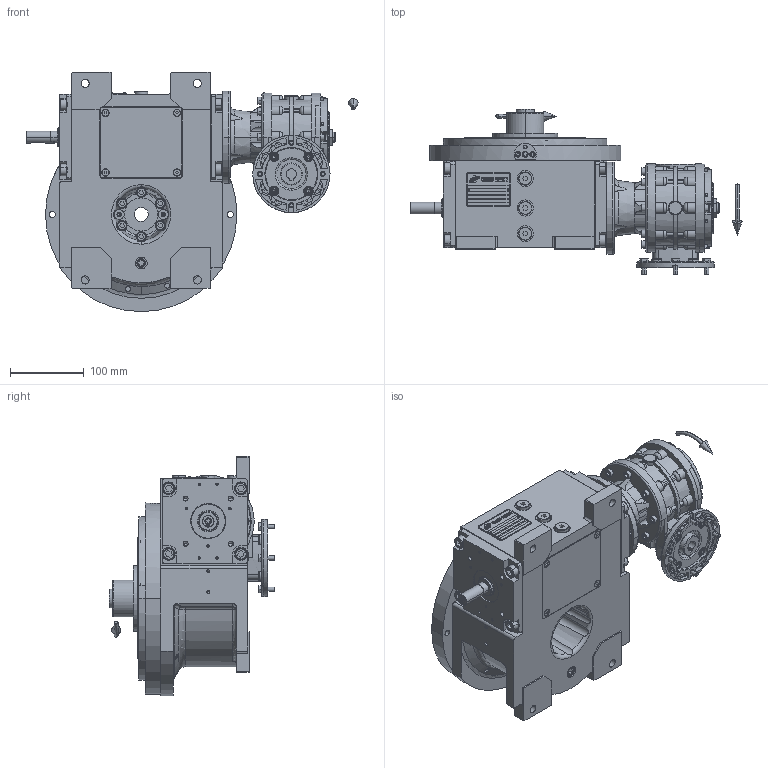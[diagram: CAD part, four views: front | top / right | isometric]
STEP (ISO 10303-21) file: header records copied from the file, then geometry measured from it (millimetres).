
FILE_DESCRIPTION (( 'STEP AP203' ), '1' );
FILE_NAME ('PC5201608.step', '2025-10-22T11:53:39', ( '' ), ( '' ), 'SwSTEP 2.0', 'SolidWorks 2020', '' );
FILE_SCHEMA (( 'CONFIG_CONTROL_DESIGN' ));
Length unit declared in the file: millimetre
Products named in the file (82): rig06_003_8; AS_rig06_014; cfn2107_01_001; rig06_004_s_001; CFN2356_03_047.stp; cfn2000_01_103; RMI50_F1_LCB_DX_71B14; PC5201608; RIG06_021_AF1.stp; cfn2151_01_109; AS_rig06_004; 900_38_30_003; cfn2000_01_124; freccia_angolare; cfn2158_01_010; cfn2151_01_290; cfn2000_01_126; cfn2104_01_004; cfn2104_01_016; cfn2000_01_161; RIG06_005_S_002_ASM.stp; CFN2203_02_001.stp; cfn2476_01_002_60x46; cfn2003_01_054; AS_cfn2476_01_002_60x46; cfn2155_01_056; rig06_004; rig06_002_bl_001; freccia_angolare_albero; cfn2128_04_004; rig06_016; CFN2010_02_002.stp; AS_rig06_002_bl_001; AS_rig06_071_8_m_n_03; CFN2104_02_017.stp; cfn2155_01_303; rig06_001_a; cfn2077_01_018; cfn2115_01_005; olio_agip_blasia_150 ...
Assembly tree (74 placements, depth 5):
  CFN2356_03_047.stp
  PC5201608
    rig06_001_a
    AS_cfn2476_01_002_60x46
      cfn2476_01_002_60x46
      cfn2107_01_001
      cfn2107_01_001
    AS_rig06_071_8_m_n_03
      rig06_071_08_m_n_03_asm.stp
        RIG06_005_S_002_ASM.stp
          RIG06_021_AF1.stp
          CFN2000_01_185.stp
          CFN2000_01_185.stp
          CFN2104_02_017.stp
        CFN2010_02_002.stp
      rig06_003_8
      rig06_005_n_02
      cfn2000_01_124  x6
      cfn2104_01_016  x2
      cfn2000_01_124
      cfn2000_01_124
      cfn2000_01_124
      cfn2000_01_124
      cfn2155_01_303
    AS_rig06_014
      rig06_014
      cfn2158_01_011
      cfn2104_01_004
      cfn2104_01_004
      cfn2000_01_126
      cfn2000_01_126
      cfn2000_01_126
      cfn2000_01_126
      cfn2000_01_126
      cfn2000_01_126
    AS_rig06_004_s_001
      rig06_004_s_001
      cfn2070_05_005
      cfn2000_01_103
      cfn2000_01_103
      cfn2000_01_103
      cfn2000_01_103
      cfn2155_01_056
    AS_rig06_004
      rig06_004
      cfn2070_05_005
      cfn2000_01_103
      cfn2000_01_103
      cfn2000_01_103
      cfn2000_01_103
      cfn2155_01_056
    AS_rig06_002_bl_001
      rig06_002_bl_001
      cfn2115_01_005
    cfn2128_04_004
    cfn2128_04_004
    cfn2128_04_004
    cfn2128_19_002
    AS_rig06_016
      rig06_016
Bounding box: 451 x 225 x 325 mm (x, y, z)
Volume: 3587004.9 mm3; surface area: 1010661.6 mm2
Topology: 65 solids, 65 shells, 3543 faces, 8982 edges, 5721 vertices
Faces by surface type: plane 1602, cylinder 1199, cone 555, torus 161, bspline 20, sphere 6
Entity records: 125249 total; most frequent: CARTESIAN_POINT 33711, DIRECTION 17523, ORIENTED_EDGE 17156, EDGE_CURVE 8578, AXIS2_PLACEMENT_3D 6380, VERTEX_POINT 5540, VECTOR 4763, LINE 4763
